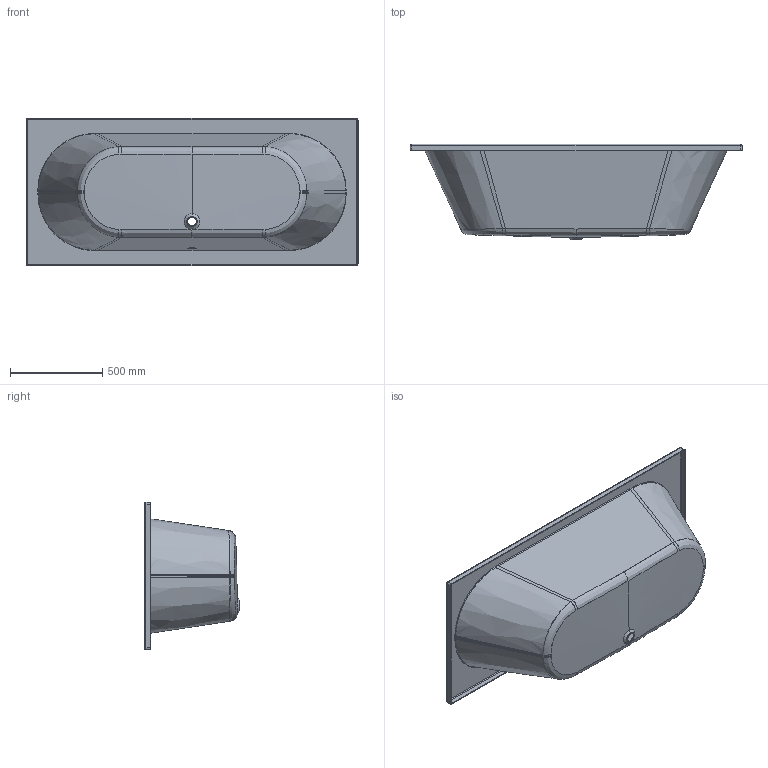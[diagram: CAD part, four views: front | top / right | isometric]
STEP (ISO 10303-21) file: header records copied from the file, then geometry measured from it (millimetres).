
FILE_DESCRIPTION((''),'2;1');
FILE_NAME('UBA180CAS2V','2023-11-20T16:49:43',('hegemanc'),('Villeroy & Boch Wellness bv'),'CREO PARAMETRIC BY PTC INC, 2022414','CREO PARAMETRIC BY PTC INC, 2022414','');
FILE_SCHEMA(('AP242_MANAGED_MODEL_BASED_3D_ENGINEERING_MIM_LF { 1 0 10303 442 1 1 4 }'));
Length unit declared in the file: millimetre
Products named in the file (1): UBA180CAS2V
Bounding box: 1800 x 518 x 800 mm (x, y, z)
Volume: 14502056.5 mm3; surface area: 5828326.6 mm2
Topology: 1 solids, 1 shells, 155 faces, 387 edges, 250 vertices
Faces by surface type: bspline 114, cylinder 20, plane 13, cone 8
Entity records: 15380 total; most frequent: CARTESIAN_POINT 10624, COLOUR_RGB 1450, ORIENTED_EDGE 716, DIRECTION 433, EDGE_CURVE 358, VERTEX_POINT 208, AXIS2_PLACEMENT_3D 174, B_SPLINE_CURVE_WITH_KNOTS 170
